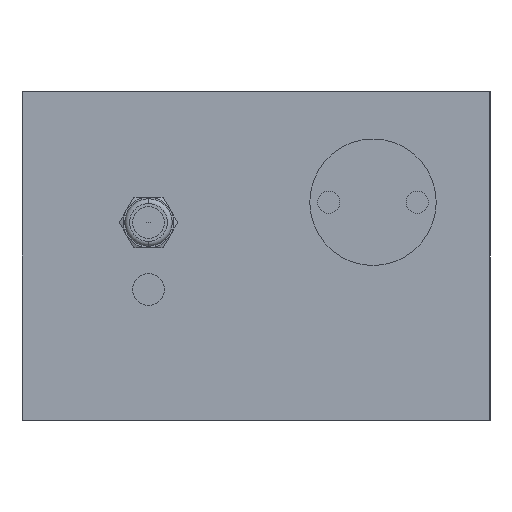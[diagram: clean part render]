
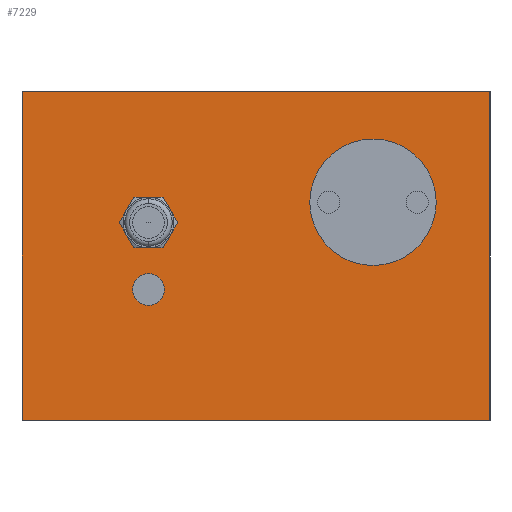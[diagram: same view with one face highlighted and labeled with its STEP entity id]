
A CAD part, left-side view. The second image highlights one B-rep face of the part: STEP entity #7229.
In plain terms, the highlighted planar face has unit normal (-1, 0, 0).
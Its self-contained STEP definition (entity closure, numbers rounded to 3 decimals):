
#887=DIRECTION('',(0.,0.,1.));
#888=VECTOR('',#887,52.);
#889=CARTESIAN_POINT('',(0.,74.,-52.));
#890=LINE('',#889,#888);
#931=DIRECTION('',(0.,-1.,0.));
#932=VECTOR('',#931,74.);
#933=CARTESIAN_POINT('',(0.,74.,-52.));
#934=LINE('',#933,#932);
#935=DIRECTION('',(0.,1.,0.));
#936=VECTOR('',#935,74.);
#937=CARTESIAN_POINT('',(0.,0.,0.));
#938=LINE('',#937,#936);
#939=CARTESIAN_POINT('',(0.,18.5,-17.5));
#940=DIRECTION('',(1.,0.,0.));
#941=DIRECTION('',(0.,0.,-1.));
#942=AXIS2_PLACEMENT_3D('',#939,#940,#941);
#944=CARTESIAN_POINT('',(0.,18.5,-17.5));
#945=DIRECTION('',(1.,0.,0.));
#946=DIRECTION('',(0.,0.,1.));
#947=AXIS2_PLACEMENT_3D('',#944,#945,#946);
#949=CARTESIAN_POINT('',(0.,54.,-31.3));
#950=DIRECTION('',(1.,0.,0.));
#951=DIRECTION('',(0.,0.,-1.));
#952=AXIS2_PLACEMENT_3D('',#949,#950,#951);
#954=CARTESIAN_POINT('',(0.,54.,-31.3));
#955=DIRECTION('',(1.,0.,0.));
#956=DIRECTION('',(0.,0.,1.));
#957=AXIS2_PLACEMENT_3D('',#954,#955,#956);
#959=CARTESIAN_POINT('',(0.,54.,-20.7));
#960=DIRECTION('',(-1.,0.,0.));
#961=DIRECTION('',(0.,-0.866,0.5));
#962=AXIS2_PLACEMENT_3D('',#959,#960,#961);
#964=CARTESIAN_POINT('',(0.,54.,-20.7));
#965=DIRECTION('',(-1.,0.,0.));
#966=DIRECTION('',(0.,0.,1.));
#967=AXIS2_PLACEMENT_3D('',#964,#965,#966);
#969=CARTESIAN_POINT('',(0.,54.,-20.7));
#970=DIRECTION('',(-1.,0.,0.));
#971=DIRECTION('',(0.,0.866,0.5));
#972=AXIS2_PLACEMENT_3D('',#969,#970,#971);
#974=CARTESIAN_POINT('',(0.,54.,-20.7));
#975=DIRECTION('',(-1.,0.,0.));
#976=DIRECTION('',(0.,0.866,-0.5));
#977=AXIS2_PLACEMENT_3D('',#974,#975,#976);
#979=CARTESIAN_POINT('',(0.,54.,-20.7));
#980=DIRECTION('',(-1.,0.,0.));
#981=DIRECTION('',(0.,0.,-1.));
#982=AXIS2_PLACEMENT_3D('',#979,#980,#981);
#984=CARTESIAN_POINT('',(0.,54.,-20.7));
#985=DIRECTION('',(-1.,0.,0.));
#986=DIRECTION('',(0.,-0.866,-0.5));
#987=AXIS2_PLACEMENT_3D('',#984,#985,#986);
#993=DIRECTION('',(0.,0.,-1.));
#994=VECTOR('',#993,52.);
#995=CARTESIAN_POINT('',(0.,0.,0.));
#996=LINE('',#995,#994);
#4957=CARTESIAN_POINT('',(0.,0.,-52.));
#4958=VERTEX_POINT('',#4957);
#4959=CARTESIAN_POINT('',(0.,74.,-52.));
#4960=VERTEX_POINT('',#4959);
#5005=CARTESIAN_POINT('',(0.,0.,0.));
#5006=VERTEX_POINT('',#5005);
#5007=CARTESIAN_POINT('',(0.,74.,0.));
#5008=VERTEX_POINT('',#5007);
#5643=CARTESIAN_POINT('',(0.,18.5,-27.5));
#5644=CARTESIAN_POINT('',(0.,18.5,-7.5));
#5645=VERTEX_POINT('',#5643);
#5646=VERTEX_POINT('',#5644);
#5647=CARTESIAN_POINT('',(0.,54.,-33.8));
#5648=CARTESIAN_POINT('',(0.,54.,-28.8));
#5649=VERTEX_POINT('',#5647);
#5650=VERTEX_POINT('',#5648);
#6341=CARTESIAN_POINT('',(0.,50.536,-18.7));
#6342=CARTESIAN_POINT('',(0.,54.,-16.7));
#6343=VERTEX_POINT('',#6341);
#6344=VERTEX_POINT('',#6342);
#6345=CARTESIAN_POINT('',(0.,57.464,-22.7));
#6346=CARTESIAN_POINT('',(0.,54.,-24.7));
#6347=VERTEX_POINT('',#6345);
#6348=VERTEX_POINT('',#6346);
#6349=CARTESIAN_POINT('',(0.,50.536,-22.7));
#6350=VERTEX_POINT('',#6349);
#6351=CARTESIAN_POINT('',(0.,57.464,-18.7));
#6352=VERTEX_POINT('',#6351);
#7191=CARTESIAN_POINT('',(0.,37.,-26.));
#7192=DIRECTION('',(1.,0.,0.));
#7193=DIRECTION('',(0.,-1.,0.));
#7194=AXIS2_PLACEMENT_3D('',#7191,#7192,#7193);
#7195=PLANE('',#7194);
#7196=ORIENTED_EDGE('',*,*,#7005,.F.);
#7197=ORIENTED_EDGE('',*,*,#7162,.T.);
#7198=ORIENTED_EDGE('',*,*,#6390,.F.);
#7200=ORIENTED_EDGE('',*,*,#7199,.T.);
#7201=EDGE_LOOP('',(#7196,#7197,#7198,#7200));
#7202=FACE_OUTER_BOUND('',#7201,.F.);
#7204=ORIENTED_EDGE('',*,*,#7203,.F.);
#7206=ORIENTED_EDGE('',*,*,#7205,.F.);
#7207=EDGE_LOOP('',(#7204,#7206));
#7208=FACE_BOUND('',#7207,.F.);
#7210=ORIENTED_EDGE('',*,*,#7209,.F.);
#7212=ORIENTED_EDGE('',*,*,#7211,.F.);
#7213=EDGE_LOOP('',(#7210,#7212));
#7214=FACE_BOUND('',#7213,.F.);
#7216=ORIENTED_EDGE('',*,*,#7215,.T.);
#7218=ORIENTED_EDGE('',*,*,#7217,.T.);
#7220=ORIENTED_EDGE('',*,*,#7219,.T.);
#7222=ORIENTED_EDGE('',*,*,#7221,.T.);
#7224=ORIENTED_EDGE('',*,*,#7223,.T.);
#7226=ORIENTED_EDGE('',*,*,#7225,.T.);
#7227=EDGE_LOOP('',(#7216,#7218,#7220,#7222,#7224,#7226));
#7228=FACE_BOUND('',#7227,.F.);
#7229=ADVANCED_FACE('',(#7202,#7208,#7214,#7228),#7195,.F.);
#943=CIRCLE('',#942,10.);
#948=CIRCLE('',#947,10.);
#953=CIRCLE('',#952,2.5);
#958=CIRCLE('',#957,2.5);
#963=CIRCLE('',#962,4.);
#968=CIRCLE('',#967,4.);
#973=CIRCLE('',#972,4.);
#978=CIRCLE('',#977,4.);
#983=CIRCLE('',#982,4.);
#988=CIRCLE('',#987,4.);
#6390=EDGE_CURVE('',#5006,#5008,#938,.T.);
#7005=EDGE_CURVE('',#4960,#4958,#934,.T.);
#7162=EDGE_CURVE('',#4960,#5008,#890,.T.);
#7199=EDGE_CURVE('',#5006,#4958,#996,.T.);
#7203=EDGE_CURVE('',#5645,#5646,#943,.T.);
#7205=EDGE_CURVE('',#5646,#5645,#948,.T.);
#7209=EDGE_CURVE('',#5649,#5650,#953,.T.);
#7211=EDGE_CURVE('',#5650,#5649,#958,.T.);
#7215=EDGE_CURVE('',#6343,#6344,#963,.T.);
#7217=EDGE_CURVE('',#6344,#6352,#968,.T.);
#7219=EDGE_CURVE('',#6352,#6347,#973,.T.);
#7221=EDGE_CURVE('',#6347,#6348,#978,.T.);
#7223=EDGE_CURVE('',#6348,#6350,#983,.T.);
#7225=EDGE_CURVE('',#6350,#6343,#988,.T.);
